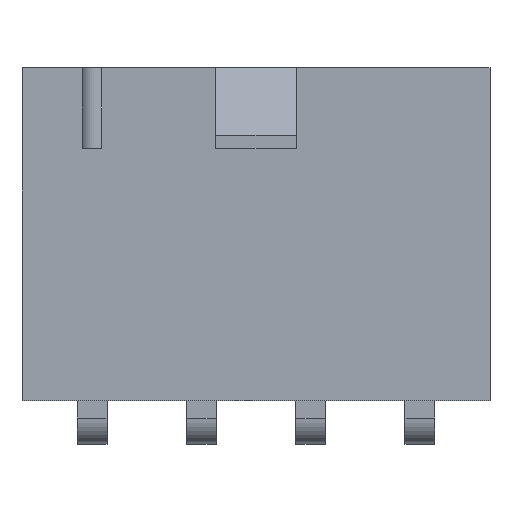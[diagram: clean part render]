
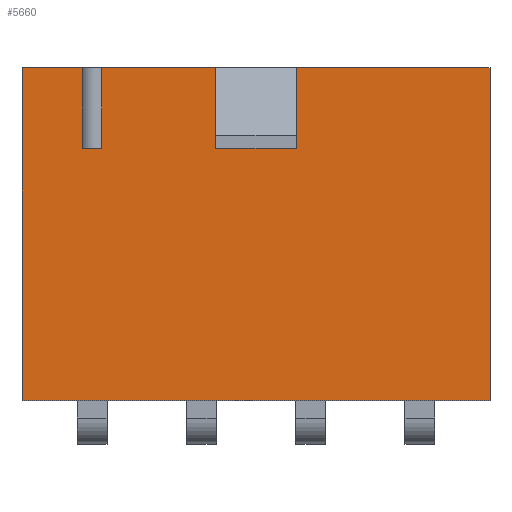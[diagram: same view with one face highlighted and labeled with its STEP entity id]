
A CAD part, top view. The second image highlights one B-rep face of the part: STEP entity #5660.
In plain terms, the highlighted planar face has unit normal (0, 0, 1).
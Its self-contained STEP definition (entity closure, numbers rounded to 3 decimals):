
#659=ORIENTED_EDGE('',*,*,#1457,.F.);
#660=ORIENTED_EDGE('',*,*,#1454,.T.);
#661=ORIENTED_EDGE('',*,*,#1456,.T.);
#662=ORIENTED_EDGE('',*,*,#1589,.T.);
#663=ORIENTED_EDGE('',*,*,#1586,.T.);
#664=ORIENTED_EDGE('',*,*,#1590,.F.);
#665=ORIENTED_EDGE('',*,*,#1591,.F.);
#666=ORIENTED_EDGE('',*,*,#1592,.T.);
#667=ORIENTED_EDGE('',*,*,#1465,.F.);
#668=ORIENTED_EDGE('',*,*,#1467,.F.);
#669=ORIENTED_EDGE('',*,*,#1469,.F.);
#670=ORIENTED_EDGE('',*,*,#1593,.T.);
#1454=EDGE_CURVE('',#1959,#1958,#2362,.T.);
#1456=EDGE_CURVE('',#1958,#1960,#2363,.T.);
#1457=EDGE_CURVE('',#1959,#1961,#2364,.T.);
#1465=EDGE_CURVE('',#1968,#1962,#2372,.T.);
#1467=EDGE_CURVE('',#1969,#1968,#2374,.T.);
#1469=EDGE_CURVE('',#1964,#1969,#2376,.T.);
#1586=EDGE_CURVE('',#2046,#2044,#2493,.T.);
#1589=EDGE_CURVE('',#1960,#2046,#2496,.T.);
#1590=EDGE_CURVE('',#2048,#2044,#2497,.T.);
#1591=EDGE_CURVE('',#2049,#2048,#2498,.T.);
#1592=EDGE_CURVE('',#2049,#1962,#2499,.T.);
#1593=EDGE_CURVE('',#1964,#1961,#2500,.T.);
#1958=VERTEX_POINT('',#7571);
#1959=VERTEX_POINT('',#7572);
#1960=VERTEX_POINT('',#7576);
#1961=VERTEX_POINT('',#7577);
#1962=VERTEX_POINT('',#7582);
#1964=VERTEX_POINT('',#7585);
#1968=VERTEX_POINT('',#7597);
#1969=VERTEX_POINT('',#7601);
#2044=VERTEX_POINT('',#7837);
#2046=VERTEX_POINT('',#7840);
#2048=VERTEX_POINT('',#7847);
#2049=VERTEX_POINT('',#7849);
#2362=LINE('',#7573,#2891);
#2363=LINE('',#7578,#2892);
#2364=LINE('',#7579,#2893);
#2372=LINE('',#7596,#2901);
#2374=LINE('',#7600,#2903);
#2376=LINE('',#7604,#2905);
#2493=LINE('',#7839,#3022);
#2496=LINE('',#7845,#3025);
#2497=LINE('',#7846,#3026);
#2498=LINE('',#7848,#3027);
#2499=LINE('',#7850,#3028);
#2500=LINE('',#7851,#3029);
#2891=VECTOR('',#6435,1000.);
#2892=VECTOR('',#6440,1000.);
#2893=VECTOR('',#6441,1000.);
#2901=VECTOR('',#6455,1000.);
#2903=VECTOR('',#6459,1000.);
#2905=VECTOR('',#6463,1000.);
#3022=VECTOR('',#6664,1000.);
#3025=VECTOR('',#6669,1000.);
#3026=VECTOR('',#6670,1000.);
#3027=VECTOR('',#6671,1000.);
#3028=VECTOR('',#6672,1000.);
#3029=VECTOR('',#6673,1000.);
#3361=EDGE_LOOP('',(#659,#660,#661,#662,#663,#664,#665,#666,#667,#668,#669,
#670));
#3610=FACE_BOUND('',#3361,.T.);
#3846=PLANE('',#5922);
#5660=ADVANCED_FACE('',(#3610),#3846,.T.);
#5922=AXIS2_PLACEMENT_3D('',#7844,#6667,#6668);
#6435=DIRECTION('',(0.,1.,0.));
#6440=DIRECTION('',(1.,0.,0.));
#6441=DIRECTION('',(1.,0.,0.));
#6455=DIRECTION('',(1.,0.,0.));
#6459=DIRECTION('',(0.,-1.,0.));
#6463=DIRECTION('',(-1.,0.,0.));
#6664=DIRECTION('',(-1.,0.,0.));
#6667=DIRECTION('',(0.,0.,1.));
#6668=DIRECTION('',(1.,0.,0.));
#6669=DIRECTION('',(0.,1.,0.));
#6670=DIRECTION('',(0.,1.,0.));
#6671=DIRECTION('',(-1.,0.,0.));
#6672=DIRECTION('',(0.,1.,0.));
#6673=DIRECTION('',(0.,1.,0.));
#7571=CARTESIAN_POINT('',(3.3,6.675,2.7));
#7572=CARTESIAN_POINT('',(3.3,5.925,2.7));
#7573=CARTESIAN_POINT('',(3.3,5.925,2.7));
#7576=CARTESIAN_POINT('',(6.4,6.675,2.7));
#7577=CARTESIAN_POINT('',(6.4,5.925,2.7));
#7578=CARTESIAN_POINT('',(3.3,6.675,2.7));
#7579=CARTESIAN_POINT('',(3.3,5.925,2.7));
#7582=CARTESIAN_POINT('',(6.4,-1.55,2.7));
#7585=CARTESIAN_POINT('',(6.4,1.55,2.7));
#7596=CARTESIAN_POINT('',(3.3,-1.55,2.7));
#7597=CARTESIAN_POINT('',(3.3,-1.55,2.7));
#7600=CARTESIAN_POINT('',(3.3,1.55,2.7));
#7601=CARTESIAN_POINT('',(3.3,1.55,2.7));
#7604=CARTESIAN_POINT('',(6.4,1.55,2.7));
#7837=CARTESIAN_POINT('',(-6.4,9.,2.7));
#7839=CARTESIAN_POINT('',(6.4,9.,2.7));
#7840=CARTESIAN_POINT('',(6.4,9.,2.7));
#7844=CARTESIAN_POINT('',(6.4,-9.,2.7));
#7845=CARTESIAN_POINT('',(6.4,-9.,2.7));
#7846=CARTESIAN_POINT('',(-6.4,-9.,2.7));
#7847=CARTESIAN_POINT('',(-6.4,-9.,2.7));
#7848=CARTESIAN_POINT('',(6.4,-9.,2.7));
#7849=CARTESIAN_POINT('',(6.4,-9.,2.7));
#7850=CARTESIAN_POINT('',(6.4,-9.,2.7));
#7851=CARTESIAN_POINT('',(6.4,-9.,2.7));
